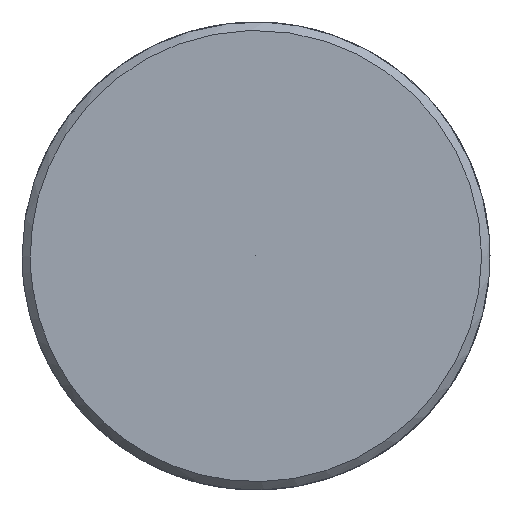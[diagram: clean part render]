
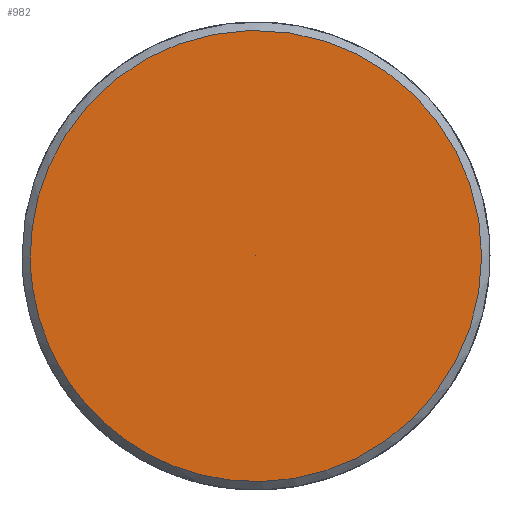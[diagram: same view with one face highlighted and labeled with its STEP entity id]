
A CAD part, left-side view. The second image highlights one B-rep face of the part: STEP entity #982.
In plain terms, the highlighted free-form (B-spline) face has degree [5, 1] with [6, 2] control points.
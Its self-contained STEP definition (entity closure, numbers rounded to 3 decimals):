
#910 = CARTESIAN_POINT ('', (-83., 6.75, 0.));
#911 = VERTEX_POINT ('', #910);
#919 = CARTESIAN_POINT ('', (-83., 6.75, 0.));
#920 = CARTESIAN_POINT ('', (-83., 6.75, 27.));
#921 = CARTESIAN_POINT ('', (-83., -20.25, 13.5));
#922 = CARTESIAN_POINT ('', (-83., -20.25, -13.5));
#923 = CARTESIAN_POINT ('', (-83., 6.75, -27.));
#924 = CARTESIAN_POINT ('', (-83., 6.75, 0.));
#925 = (
   BOUNDED_CURVE ()
   B_SPLINE_CURVE (5, (#919, #920, #921, #922, #923, #924), .UNSPECIFIED., .T., .U.)
   B_SPLINE_CURVE_WITH_KNOTS ((6, 6), (0., 1.), .UNSPECIFIED.)
   CURVE ()
   GEOMETRIC_REPRESENTATION_ITEM ()
   RATIONAL_B_SPLINE_CURVE ((5., 1., 1., 1., 1., 5.))
   REPRESENTATION_ITEM ('')
);
#926 = EDGE_CURVE ('', #911, #911, #925, .T.);
#958 = CARTESIAN_POINT ('', (-83., 0., 0.));
#959 = VERTEX_POINT ('', #958);
#960 = CARTESIAN_POINT ('', (-83., 0., 0.));
#961 = CARTESIAN_POINT ('', (-83., 6.75, 0.));
#962 = B_SPLINE_CURVE_WITH_KNOTS ('', 1, (#960, #961), .UNSPECIFIED., .F., .U., (2, 2), (0., 1.), .UNSPECIFIED.);
#963 = EDGE_CURVE ('', #959, #911, #962, .T.);
#964 = ORIENTED_EDGE ('', *, *, #963, .F.);
#965 = ORIENTED_EDGE ('', *, *, #963, .T.);
#966 = ORIENTED_EDGE ('', *, *, #926, .F.);
#967 = EDGE_LOOP ('', (#964, #965, #966));
#968 = FACE_OUTER_BOUND ('', #967, .T.);
#969 = CARTESIAN_POINT ('', (-83., 0., 0.));
#970 = CARTESIAN_POINT ('', (-83., 6.75, 0.));
#971 = CARTESIAN_POINT ('', (-83., 0., 0.));
#972 = CARTESIAN_POINT ('', (-83., 6.75, 27.));
#973 = CARTESIAN_POINT ('', (-83., 0., 0.));
#974 = CARTESIAN_POINT ('', (-83., -20.25, 13.5));
#975 = CARTESIAN_POINT ('', (-83., 0., 0.));
#976 = CARTESIAN_POINT ('', (-83., -20.25, -13.5));
#977 = CARTESIAN_POINT ('', (-83., 0., 0.));
#978 = CARTESIAN_POINT ('', (-83., 6.75, -27.));
#979 = CARTESIAN_POINT ('', (-83., 0., 0.));
#980 = CARTESIAN_POINT ('', (-83., 6.75, 0.));
#981 = (
   BOUNDED_SURFACE ()
   B_SPLINE_SURFACE (5, 1, ((#969, #970), (#971, #972), (#973, #974), (#975, #976), (#977, #978), (#979, #980)), .UNSPECIFIED., .T., .F., .U.)
   B_SPLINE_SURFACE_WITH_KNOTS ((6, 6), (2, 2), (0., 1.), (0., 1.), .UNSPECIFIED.)
   SURFACE ()
   GEOMETRIC_REPRESENTATION_ITEM ()
   RATIONAL_B_SPLINE_SURFACE (((5., 5.), (1., 1.), (1., 1.), (1., 1.), (1., 1.), (5., 5.)))
   REPRESENTATION_ITEM ('')
);
#982 = ADVANCED_FACE ('', (#968), #981, .T.);
